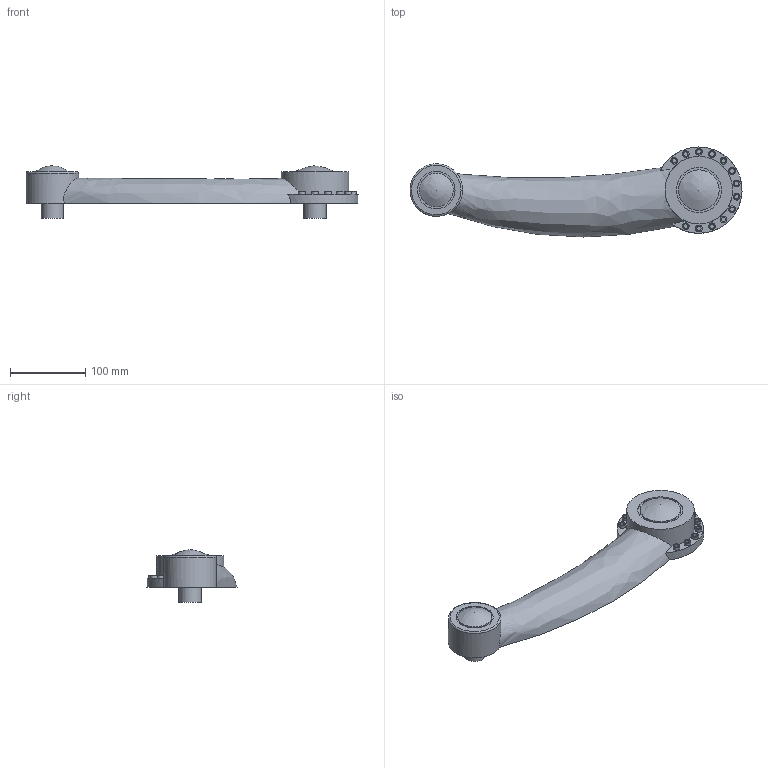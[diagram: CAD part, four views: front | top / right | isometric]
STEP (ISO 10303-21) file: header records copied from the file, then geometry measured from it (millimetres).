
FILE_DESCRIPTION(/* description */ (''),/* implementation_level */ '2;1');
FILE_NAME(/* name */ 'Link_2.step',/* time_stamp */ '2023-12-01T13:48:56-05:00',/* author */ (''),/* organization */ (''),/* preprocessor_version */ 'ST-DEVELOPER v20',/* originating_system */ 'Autodesk Translation Framework v12.14.0.127',/* authorisation */ '');
FILE_SCHEMA (('AUTOMOTIVE_DESIGN { 1 0 10303 214 3 1 1 }'));
Length unit declared in the file: millimetre
Products named in the file (1): (Unsaved)
Bounding box: 442.46 x 119.95 x 70 mm (x, y, z)
Volume: 1052129.4 mm3; surface area: 108427.1 mm2
Topology: 2 solids, 2 shells, 75 faces, 122 edges, 81 vertices
Faces by surface type: plane 36, cylinder 35, bspline 3, torus 1
Full cylindrical faces by diameter (mm): 6 x13, 9 x13, 30 x2, 45 x1, 50 x1, 54 x1, 60 x1, 70 x1, 90 x1
Entity records: 1941 total; most frequent: CARTESIAN_POINT 451, DIRECTION 340, ORIENTED_EDGE 240, AXIS2_PLACEMENT_3D 153, EDGE_CURVE 120, EDGE_LOOP 107, VERTEX_POINT 81, CIRCLE 80
